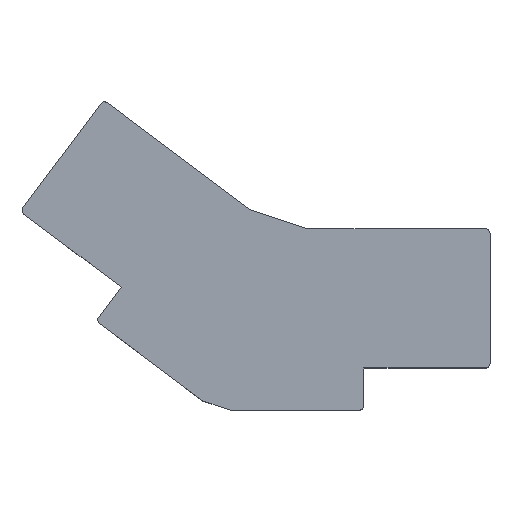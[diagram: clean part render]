
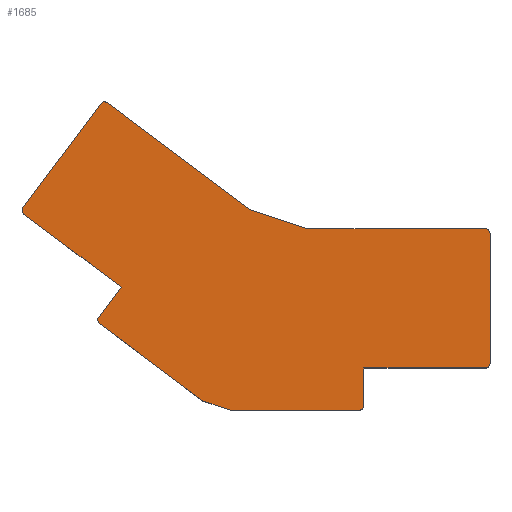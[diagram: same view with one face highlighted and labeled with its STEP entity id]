
A CAD part, top view. The second image highlights one B-rep face of the part: STEP entity #1685.
In plain terms, the highlighted planar face has unit normal (0, 0, 1).
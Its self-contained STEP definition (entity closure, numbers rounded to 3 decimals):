
#104=CIRCLE('',#1839,2.);
#105=CIRCLE('',#1841,2.);
#106=CIRCLE('',#1842,2.);
#107=CIRCLE('',#1843,2.);
#108=CIRCLE('',#1844,2.);
#109=CIRCLE('',#1845,2.);
#175=FACE_OUTER_BOUND('',#291,.T.);
#291=EDGE_LOOP('',(#1358,#1359,#1360,#1361,#1362,#1363,#1364,#1365,#1366,
#1367,#1368,#1369,#1370,#1371,#1372,#1373,#1374,#1375));
#419=LINE('',#2571,#602);
#423=LINE('',#2578,#606);
#449=LINE('',#2714,#632);
#450=LINE('',#2718,#633);
#451=LINE('',#2720,#634);
#452=LINE('',#2724,#635);
#453=LINE('',#2726,#636);
#454=LINE('',#2728,#637);
#455=LINE('',#2732,#638);
#456=LINE('',#2734,#639);
#457=LINE('',#2738,#640);
#458=LINE('',#2741,#641);
#602=VECTOR('',#2033,10.);
#606=VECTOR('',#2039,10.);
#632=VECTOR('',#2215,10.);
#633=VECTOR('',#2218,10.);
#634=VECTOR('',#2219,10.);
#635=VECTOR('',#2222,10.);
#636=VECTOR('',#2223,10.);
#637=VECTOR('',#2224,10.);
#638=VECTOR('',#2227,10.);
#639=VECTOR('',#2228,10.);
#640=VECTOR('',#2231,10.);
#641=VECTOR('',#2234,10.);
#774=VERTEX_POINT('',#2568);
#775=VERTEX_POINT('',#2570);
#777=VERTEX_POINT('',#2576);
#811=VERTEX_POINT('',#2709);
#812=VERTEX_POINT('',#2713);
#813=VERTEX_POINT('',#2715);
#814=VERTEX_POINT('',#2717);
#815=VERTEX_POINT('',#2719);
#816=VERTEX_POINT('',#2721);
#817=VERTEX_POINT('',#2723);
#818=VERTEX_POINT('',#2725);
#819=VERTEX_POINT('',#2727);
#820=VERTEX_POINT('',#2729);
#821=VERTEX_POINT('',#2731);
#822=VERTEX_POINT('',#2733);
#823=VERTEX_POINT('',#2735);
#824=VERTEX_POINT('',#2737);
#825=VERTEX_POINT('',#2739);
#947=EDGE_CURVE('',#774,#775,#419,.T.);
#951=EDGE_CURVE('',#774,#777,#423,.T.);
#1010=EDGE_CURVE('',#811,#777,#104,.T.);
#1011=EDGE_CURVE('',#811,#812,#449,.T.);
#1012=EDGE_CURVE('',#813,#812,#105,.T.);
#1013=EDGE_CURVE('',#813,#814,#450,.T.);
#1014=EDGE_CURVE('',#814,#815,#451,.T.);
#1015=EDGE_CURVE('',#816,#815,#106,.T.);
#1016=EDGE_CURVE('',#816,#817,#452,.T.);
#1017=EDGE_CURVE('',#817,#818,#453,.T.);
#1018=EDGE_CURVE('',#818,#819,#454,.T.);
#1019=EDGE_CURVE('',#820,#819,#107,.T.);
#1020=EDGE_CURVE('',#820,#821,#455,.T.);
#1021=EDGE_CURVE('',#821,#822,#456,.T.);
#1022=EDGE_CURVE('',#823,#822,#108,.T.);
#1023=EDGE_CURVE('',#823,#824,#457,.T.);
#1024=EDGE_CURVE('',#825,#824,#109,.T.);
#1025=EDGE_CURVE('',#825,#775,#458,.T.);
#1358=ORIENTED_EDGE('',*,*,#1010,.F.);
#1359=ORIENTED_EDGE('',*,*,#1011,.T.);
#1360=ORIENTED_EDGE('',*,*,#1012,.F.);
#1361=ORIENTED_EDGE('',*,*,#1013,.T.);
#1362=ORIENTED_EDGE('',*,*,#1014,.T.);
#1363=ORIENTED_EDGE('',*,*,#1015,.F.);
#1364=ORIENTED_EDGE('',*,*,#1016,.T.);
#1365=ORIENTED_EDGE('',*,*,#1017,.T.);
#1366=ORIENTED_EDGE('',*,*,#1018,.T.);
#1367=ORIENTED_EDGE('',*,*,#1019,.F.);
#1368=ORIENTED_EDGE('',*,*,#1020,.T.);
#1369=ORIENTED_EDGE('',*,*,#1021,.T.);
#1370=ORIENTED_EDGE('',*,*,#1022,.F.);
#1371=ORIENTED_EDGE('',*,*,#1023,.T.);
#1372=ORIENTED_EDGE('',*,*,#1024,.F.);
#1373=ORIENTED_EDGE('',*,*,#1025,.T.);
#1374=ORIENTED_EDGE('',*,*,#947,.F.);
#1375=ORIENTED_EDGE('',*,*,#951,.T.);
#1591=PLANE('',#1840);
#1685=ADVANCED_FACE('',(#175),#1591,.T.);
#1839=AXIS2_PLACEMENT_3D('',#2711,#2211,#2212);
#1840=AXIS2_PLACEMENT_3D('',#2712,#2213,#2214);
#1841=AXIS2_PLACEMENT_3D('',#2716,#2216,#2217);
#1842=AXIS2_PLACEMENT_3D('',#2722,#2220,#2221);
#1843=AXIS2_PLACEMENT_3D('',#2730,#2225,#2226);
#1844=AXIS2_PLACEMENT_3D('',#2736,#2229,#2230);
#1845=AXIS2_PLACEMENT_3D('',#2740,#2232,#2233);
#2033=DIRECTION('',(0.949,-0.316,0.));
#2039=DIRECTION('',(-0.8,0.6,0.));
#2211=DIRECTION('center_axis',(0.,0.,-1.));
#2212=DIRECTION('ref_axis',(-0.141,0.99,0.));
#2213=DIRECTION('center_axis',(0.,0.,1.));
#2214=DIRECTION('ref_axis',(1.,0.,0.));
#2215=DIRECTION('',(-0.6,-0.8,0.));
#2216=DIRECTION('center_axis',(0.,0.,-1.));
#2217=DIRECTION('ref_axis',(-0.99,-0.141,0.));
#2218=DIRECTION('',(0.8,-0.6,0.));
#2219=DIRECTION('',(-0.6,-0.8,0.));
#2220=DIRECTION('center_axis',(0.,0.,-1.));
#2221=DIRECTION('ref_axis',(-0.99,-0.141,0.));
#2222=DIRECTION('',(0.8,-0.6,0.));
#2223=DIRECTION('',(0.949,-0.316,0.));
#2224=DIRECTION('',(1.,0.,0.));
#2225=DIRECTION('center_axis',(0.,0.,-1.));
#2226=DIRECTION('ref_axis',(0.707,-0.707,0.));
#2227=DIRECTION('',(0.,1.,0.));
#2228=DIRECTION('',(1.,0.,0.));
#2229=DIRECTION('center_axis',(0.,0.,-1.));
#2230=DIRECTION('ref_axis',(0.707,-0.707,0.));
#2231=DIRECTION('',(0.,1.,0.));
#2232=DIRECTION('center_axis',(0.,0.,-1.));
#2233=DIRECTION('ref_axis',(0.707,0.707,0.));
#2234=DIRECTION('',(-1.,0.,0.));
#2568=CARTESIAN_POINT('',(-13.75,48.25,15.6));
#2570=CARTESIAN_POINT('',(13.25,39.25,15.6));
#2571=CARTESIAN_POINT('',(-2.658,44.553,15.6));
#2576=CARTESIAN_POINT('',(-79.75,97.75,15.6));
#2578=CARTESIAN_POINT('',(-1.842,39.319,15.6));
#2709=CARTESIAN_POINT('',(-82.55,97.35,15.6));
#2711=CARTESIAN_POINT('Origin',(-80.95,96.15,15.6));
#2712=CARTESIAN_POINT('Origin',(-11.15,27.1,15.6));
#2713=CARTESIAN_POINT('',(-118.85,48.95,15.6));
#2714=CARTESIAN_POINT('',(-85.958,92.806,15.6));
#2715=CARTESIAN_POINT('',(-118.45,46.15,15.6));
#2716=CARTESIAN_POINT('Origin',(-117.25,47.75,15.6));
#2717=CARTESIAN_POINT('',(-73.25,12.25,15.6));
#2718=CARTESIAN_POINT('',(-80.342,17.569,15.6));
#2719=CARTESIAN_POINT('',(-83.75,-1.75,15.6));
#2720=CARTESIAN_POINT('',(-58.508,31.906,15.6));
#2721=CARTESIAN_POINT('',(-83.35,-4.55,15.6));
#2722=CARTESIAN_POINT('Origin',(-82.15,-2.95,15.6));
#2723=CARTESIAN_POINT('',(-35.361,-40.542,15.6));
#2724=CARTESIAN_POINT('',(-68.642,-15.581,15.6));
#2725=CARTESIAN_POINT('',(-22.737,-44.75,15.6));
#2726=CARTESIAN_POINT('',(-34.612,-40.792,15.6));
#2727=CARTESIAN_POINT('',(37.25,-44.75,15.6));
#2728=CARTESIAN_POINT('',(-16.943,-44.75,15.6));
#2729=CARTESIAN_POINT('',(39.25,-42.75,15.6));
#2730=CARTESIAN_POINT('Origin',(37.25,-42.75,15.6));
#2731=CARTESIAN_POINT('',(39.25,-25.25,15.6));
#2732=CARTESIAN_POINT('',(39.25,-8.825,15.6));
#2733=CARTESIAN_POINT('',(95.75,-25.25,15.6));
#2734=CARTESIAN_POINT('',(14.05,-25.25,15.6));
#2735=CARTESIAN_POINT('',(97.75,-23.25,15.6));
#2736=CARTESIAN_POINT('Origin',(95.75,-23.25,15.6));
#2737=CARTESIAN_POINT('',(97.75,37.25,15.6));
#2738=CARTESIAN_POINT('',(97.75,0.925,15.6));
#2739=CARTESIAN_POINT('',(95.75,39.25,15.6));
#2740=CARTESIAN_POINT('Origin',(95.75,37.25,15.6));
#2741=CARTESIAN_POINT('',(43.3,39.25,15.6));
